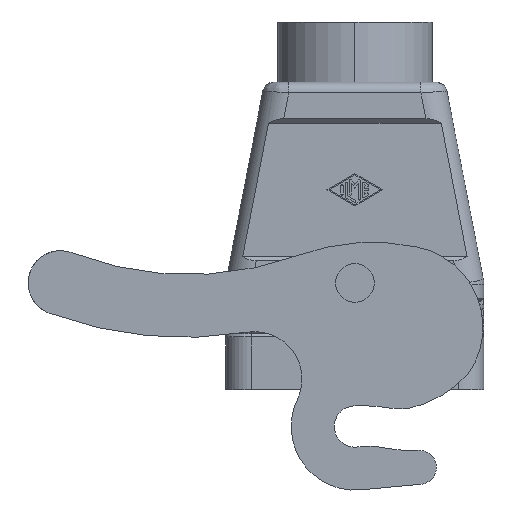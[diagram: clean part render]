
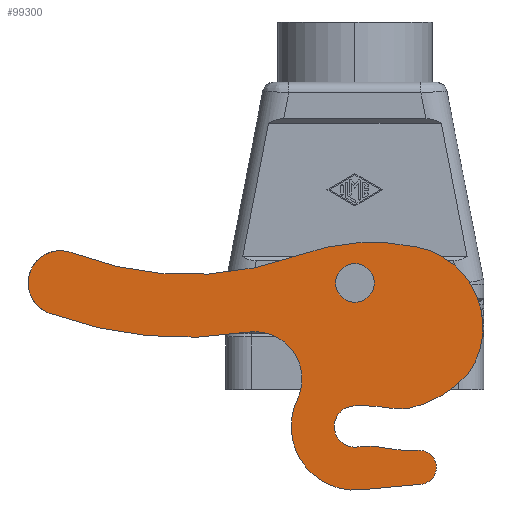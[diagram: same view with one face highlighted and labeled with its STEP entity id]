
A CAD part, front view. The second image highlights one B-rep face of the part: STEP entity #99300.
In plain terms, the highlighted planar face has unit normal (0, -1, 0).
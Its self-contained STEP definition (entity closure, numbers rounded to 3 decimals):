
#97400=CARTESIAN_POINT('',(-68.5,-25.75,24.8));
#97410=DIRECTION('',(0.,-1.,0.));
#97420=DIRECTION('',(1.,0.,0.));
#97430=AXIS2_PLACEMENT_3D('',#97400,#97410,#97420);
#97440=CIRCLE('',#97430,7.5);
#97450=CARTESIAN_POINT('',(-65.791,-25.75,31.794));
#97460=VERTEX_POINT('',#97450);
#97470=CARTESIAN_POINT('',(-71.113,-25.75,17.77));
#97480=VERTEX_POINT('',#97470);
#97490=EDGE_CURVE('',#97460,#97480,#97440,.T.);
#97680=CARTESIAN_POINT('',(96.984,-25.75,-58.637));
#97690=DIRECTION('',(0.,-1.,0.));
#97700=DIRECTION('',(1.,0.,0.));
#97710=AXIS2_PLACEMENT_3D('',#97680,#97690,#97700);
#97720=PLANE('',#97710);
#97730=CARTESIAN_POINT('',(0.,-25.75,24.8));
#97740=DIRECTION('',(0.,-1.,0.));
#97750=DIRECTION('',(1.,0.,0.));
#97760=AXIS2_PLACEMENT_3D('',#97730,#97740,#97750);
#97770=CIRCLE('',#97760,4.5);
#97780=CARTESIAN_POINT('',(4.5,-25.75,24.8));
#97790=VERTEX_POINT('',#97780);
#97800=CARTESIAN_POINT('',(-4.5,-25.75,24.8));
#97810=VERTEX_POINT('',#97800);
#97820=EDGE_CURVE('',#97790,#97810,#97770,.T.);
#97830=ORIENTED_EDGE('',*,*,#97820,.F.);
#97840=EDGE_CURVE('',#97810,#97790,#97770,.T.);
#97850=ORIENTED_EDGE('',*,*,#97840,.F.);
#97860=EDGE_LOOP('',(#97850,#97830));
#97870=FACE_BOUND('',#97860,.T.);
#97880=CARTESIAN_POINT('',(-38.7,-25.75,101.73));
#97890=DIRECTION('',(0.,-1.,0.));
#97900=DIRECTION('',(1.,0.,0.));
#97910=AXIS2_PLACEMENT_3D('',#97880,#97890,#97900);
#97920=CIRCLE('',#97910,75.);
#97930=CARTESIAN_POINT('',(-13.089,-25.75,31.238));
#97940=VERTEX_POINT('',#97930);
#97950=EDGE_CURVE('',#97460,#97940,#97920,.T.);
#97960=ORIENTED_EDGE('',*,*,#97950,.F.);
#97970=CARTESIAN_POINT('',(4.,-25.75,-15.8));
#97980=DIRECTION('',(0.,-1.,0.));
#97990=DIRECTION('',(1.,0.,0.));
#98000=AXIS2_PLACEMENT_3D('',#97970,#97980,#97990);
#98010=CIRCLE('',#98000,50.046);
#98020=CARTESIAN_POINT('',(14.289,-25.75,33.177));
#98030=VERTEX_POINT('',#98020);
#98040=EDGE_CURVE('',#98030,#97940,#98010,.T.);
#98050=ORIENTED_EDGE('',*,*,#98040,.T.);
#98060=CARTESIAN_POINT('',(10.8,-25.75,14.5));
#98070=DIRECTION('',(0.,-1.,0.));
#98080=DIRECTION('',(1.,0.,0.));
#98090=AXIS2_PLACEMENT_3D('',#98060,#98070,#98080);
#98100=CIRCLE('',#98090,19.);
#98110=CARTESIAN_POINT('',(26.395,-25.75,3.646));
#98120=VERTEX_POINT('',#98110);
#98130=EDGE_CURVE('',#98120,#98030,#98100,.T.);
#98140=ORIENTED_EDGE('',*,*,#98130,.T.);
#98150=CARTESIAN_POINT('',(6.5,-25.75,21.9));
#98160=DIRECTION('',(0.,-1.,0.));
#98170=DIRECTION('',(1.,0.,0.));
#98180=AXIS2_PLACEMENT_3D('',#98150,#98160,#98170);
#98190=CIRCLE('',#98180,27.);
#98200=CARTESIAN_POINT('',(12.508,-25.75,-4.423));
#98210=VERTEX_POINT('',#98200);
#98220=EDGE_CURVE('',#98210,#98120,#98190,.T.);
#98230=ORIENTED_EDGE('',*,*,#98220,.T.);
#98240=CARTESIAN_POINT('',(10.8,-25.75,14.5));
#98250=DIRECTION('',(0.,-1.,0.));
#98260=DIRECTION('',(1.,0.,0.));
#98270=AXIS2_PLACEMENT_3D('',#98240,#98250,#98260);
#98280=CIRCLE('',#98270,19.);
#98290=CARTESIAN_POINT('',(7.814,-25.75,-4.264));
#98300=VERTEX_POINT('',#98290);
#98310=EDGE_CURVE('',#98300,#98210,#98280,.T.);
#98320=ORIENTED_EDGE('',*,*,#98310,.T.);
#98330=CARTESIAN_POINT('',(1.528,-25.75,-43.767));
#98340=DIRECTION('',(0.,-1.,0.));
#98350=DIRECTION('',(1.,0.,0.));
#98360=AXIS2_PLACEMENT_3D('',#98330,#98340,#98350);
#98370=CIRCLE('',#98360,40.);
#98380=CARTESIAN_POINT('',(-0.208,-25.75,-3.805))
;
#98390=VERTEX_POINT('',#98380);
#98400=EDGE_CURVE('',#98300,#98390,#98370,.T.);
#98410=ORIENTED_EDGE('',*,*,#98400,.F.);
#98420=CARTESIAN_POINT('',(0.,-25.75,
-8.6));
#98430=DIRECTION('',(0.,-1.,0.));
#98440=DIRECTION('',(1.,0.,0.));
#98450=AXIS2_PLACEMENT_3D('',#98420,#98430,#98440);
#98460=CIRCLE('',#98450,4.8);
#98470=CARTESIAN_POINT('',(0.418,-25.75,-13.382));
#98480=VERTEX_POINT('',#98470);
#98490=EDGE_CURVE('',#98390,#98480,#98460,.T.);
#98500=ORIENTED_EDGE('',*,*,#98490,.F.);
#98510=CARTESIAN_POINT('',(0.418,-25.75,-13.382));
#98520=DIRECTION('',(0.996,0.,0.087));
#98530=VECTOR('',#98520,1.);
#98540=LINE('',#98510,#98530);
#98550=CARTESIAN_POINT('',(2.504,-25.75,-13.199));
#98560=VERTEX_POINT('',#98550);
#98570=EDGE_CURVE('',#98480,#98560,#98540,.T.);
#98580=ORIENTED_EDGE('',*,*,#98570,.F.);
#98590=CARTESIAN_POINT('',(3.375,-25.75,-23.161));
#98600=DIRECTION('',(0.,-1.,0.));
#98610=DIRECTION('',(1.,0.,0.));
#98620=AXIS2_PLACEMENT_3D('',#98590,#98600,#98610);
#98630=CIRCLE('',#98620,10.);
#98640=CARTESIAN_POINT('',(4.767,-25.75,-13.259));
#98650=VERTEX_POINT('',#98640);
#98660=EDGE_CURVE('',#98650,#98560,#98630,.T.);
#98670=ORIENTED_EDGE('',*,*,#98660,.T.);
#98680=CARTESIAN_POINT('',(4.767,-25.75,-13.259));
#98690=DIRECTION('',(0.99,0.,-0.139));
#98700=VECTOR('',#98690,1.);
#98710=LINE('',#98680,#98700);
#98720=CARTESIAN_POINT('',(10.277,-25.75,-14.033));
#98730=VERTEX_POINT('',#98720);
#98740=EDGE_CURVE('',#98650,#98730,#98710,.T.);
#98750=ORIENTED_EDGE('',*,*,#98740,.F.);
#98760=CARTESIAN_POINT('',(13.061,-25.75,5.772));
#98770=DIRECTION('',(0.,-1.,0.));
#98780=DIRECTION('',(1.,0.,0.));
#98790=AXIS2_PLACEMENT_3D('',#98760,#98770,#98780);
#98800=CIRCLE('',#98790,20.);
#98810=CARTESIAN_POINT('',(14.68,-25.75,-14.162));
#98820=VERTEX_POINT('',#98810);
#98830=EDGE_CURVE('',#98730,#98820,#98800,.T.);
#98840=ORIENTED_EDGE('',*,*,#98830,.F.);
#98850=CARTESIAN_POINT('',(15.,-25.75,-18.1));
#98860=DIRECTION('',(0.,-1.,0.));
#98870=DIRECTION('',(1.,0.,0.));
#98880=AXIS2_PLACEMENT_3D('',#98850,#98860,#98870);
#98890=CIRCLE('',#98880,3.951);
#98900=CARTESIAN_POINT('',(15.366,-25.75,-22.034));
#98910=VERTEX_POINT('',#98900);
#98920=EDGE_CURVE('',#98910,#98820,#98890,.T.);
#98930=ORIENTED_EDGE('',*,*,#98920,.T.);
#98940=CARTESIAN_POINT('',(1.371,-25.75,-23.336));
#98950=DIRECTION('',(0.996,0.,0.093));
#98960=VECTOR('',#98950,1.);
#98970=LINE('',#98940,#98960);
#98980=CARTESIAN_POINT('',(1.371,-25.75,-23.336));
#98990=VERTEX_POINT('',#98980);
#99000=EDGE_CURVE('',#98990,#98910,#98970,.T.);
#99010=ORIENTED_EDGE('',*,*,#99000,.T.);
#99020=CARTESIAN_POINT('',(0.,-25.75,
-8.6));
#99030=DIRECTION('',(0.,-1.,0.));
#99040=DIRECTION('',(1.,0.,0.));
#99050=AXIS2_PLACEMENT_3D('',#99020,#99030,#99040);
#99060=CIRCLE('',#99050,14.8);
#99070=CARTESIAN_POINT('',(-13.366,-25.75,-2.245));
#99080=VERTEX_POINT('',#99070);
#99090=EDGE_CURVE('',#99080,#98990,#99060,.T.);
#99100=ORIENTED_EDGE('',*,*,#99090,.T.);
#99110=CARTESIAN_POINT('',(-23.301,-25.75,2.478));
#99120=DIRECTION('',(0.,-1.,0.));
#99130=DIRECTION('',(1.,0.,0.));
#99140=AXIS2_PLACEMENT_3D('',#99110,#99120,#99130);
#99150=CIRCLE('',#99140,11.);
#99160=CARTESIAN_POINT('',(-25.092,-25.75,13.331));
#99170=VERTEX_POINT('',#99160);
#99180=EDGE_CURVE('',#99080,#99170,#99150,.T.);
#99190=ORIENTED_EDGE('',*,*,#99180,.F.);
#99200=CARTESIAN_POINT('',(-39.752,-25.75,102.129));
#99210=DIRECTION('',(0.,-1.,0.));
#99220=DIRECTION('',(1.,0.,0.));
#99230=AXIS2_PLACEMENT_3D('',#99200,#99210,#99220);
#99240=CIRCLE('',#99230,90.);
#99250=EDGE_CURVE('',#97480,#99170,#99240,.T.);
#99260=ORIENTED_EDGE('',*,*,#99250,.T.);
#99270=ORIENTED_EDGE('',*,*,#97490,.T.);
#99280=EDGE_LOOP('',(#99270,#99260,#99190,#99100,#99010,#98930,#98840,
#98750,#98670,#98580,#98500,#98410,#98320,#98230,#98140,#98050,#97960));
#99290=FACE_OUTER_BOUND('',#99280,.T.);
#99300=ADVANCED_FACE('',(#97870,#99290),#97720,.T.);
